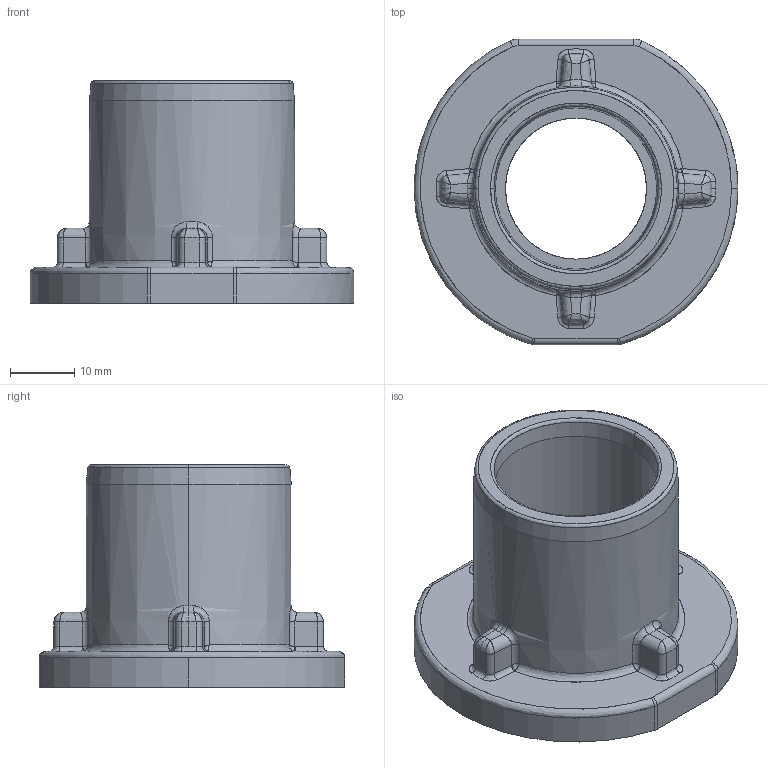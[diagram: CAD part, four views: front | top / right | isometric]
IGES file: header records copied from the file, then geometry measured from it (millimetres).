
Start section: SolidWorks IGES file using analytic representation for surfaces
Global section: file name: 01 61 1315 009.IGS; native system: SolidWorks 2014; preprocessor: SolidWorks 2014; author: utilizadort; date: 141114.162647; units: millimetre
Bounding box: 50.55 x 47.71 x 34.67 mm (x, y, z)
Surface area: 9630.4 mm2 (no closed solid volume)
Topology: 0 solids, 0 shells, 155 faces, 1356 edges, 1348 vertices
Faces by surface type: bspline 95, revolution 60
